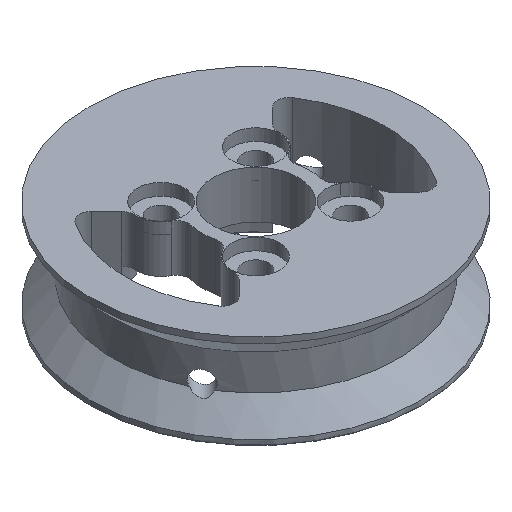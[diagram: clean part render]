
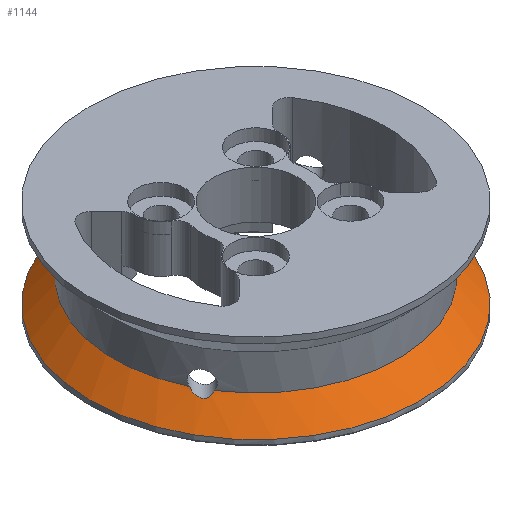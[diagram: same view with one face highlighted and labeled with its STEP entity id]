
A CAD part, isometric view. The second image highlights one B-rep face of the part: STEP entity #1144.
In plain terms, the highlighted conical face has half-angle 45 degrees and reference radius 24 mm.
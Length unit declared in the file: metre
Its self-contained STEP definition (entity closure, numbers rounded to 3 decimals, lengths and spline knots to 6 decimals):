
#15=CONICAL_SURFACE('',#1275,0.024,0.785);
#67=B_SPLINE_CURVE_WITH_KNOTS('',3,(#2024,#2025,#2026,#2027,#2028,#2029,
#2030,#2031,#2032,#2033,#2034,#2035,#2036,#2037,#2038,#2039),
 .UNSPECIFIED.,.F.,.F.,(4,2,2,2,2,2,2,4),(0.544918,0.569398,
0.677017,0.784636,0.88539,0.986145,
1.056296,1.126446),.UNSPECIFIED.);
#68=B_SPLINE_CURVE_WITH_KNOTS('',3,(#2044,#2045,#2046,#2047,#2048,#2049,
#2050,#2051,#2052,#2053,#2054,#2055,#2056,#2057,#2058,#2059,#2060),
 .UNSPECIFIED.,.F.,.F.,(4,2,2,2,3,2,2,4),(1.126446,1.196597,
1.266748,1.367503,1.468257,1.575876,1.683495,
1.707975),.UNSPECIFIED.);
#69=B_SPLINE_CURVE_WITH_KNOTS('',3,(#2066,#2067,#2068,#2069,#2070,#2071,
#2072,#2073,#2074,#2075,#2076,#2077,#2078,#2079,#2080,#2081),
 .UNSPECIFIED.,.F.,.F.,(4,2,2,2,2,2,2,4),(0.234637,0.300478,
0.395801,0.433765,0.471729,0.506831,
0.541933,0.628218),.UNSPECIFIED.);
#70=B_SPLINE_CURVE_WITH_KNOTS('',3,(#2085,#2086,#2087,#2088,#2089,#2090,
#2091,#2092,#2093,#2094,#2095,#2096,#2097,#2098,#2099,#2100),
 .UNSPECIFIED.,.F.,.F.,(4,2,2,2,2,2,2,4),(0.234637,0.300478,
0.395801,0.433765,0.471729,0.506831,
0.541933,0.628218),.UNSPECIFIED.);
#108=FACE_OUTER_BOUND('',#174,.T.);
#174=EDGE_LOOP('',(#870,#871,#872,#873,#874,#875,#876,#877,#878,#879,#880));
#268=LINE('',#2062,#338);
#338=VECTOR('',#1562,0.024);
#417=CIRCLE('',#1276,0.028);
#418=CIRCLE('',#1277,0.028);
#419=CIRCLE('',#1278,0.024);
#420=CIRCLE('',#1279,0.024);
#421=CIRCLE('',#1280,0.024);
#521=VERTEX_POINT('',#2022);
#522=VERTEX_POINT('',#2023);
#523=VERTEX_POINT('',#2040);
#524=VERTEX_POINT('',#2042);
#525=VERTEX_POINT('',#2061);
#526=VERTEX_POINT('',#2063);
#527=VERTEX_POINT('',#2065);
#528=VERTEX_POINT('',#2082);
#529=VERTEX_POINT('',#2084);
#665=EDGE_CURVE('',#521,#522,#67,.T.);
#666=EDGE_CURVE('',#523,#521,#417,.T.);
#667=EDGE_CURVE('',#524,#523,#418,.T.);
#668=EDGE_CURVE('',#522,#524,#68,.T.);
#669=EDGE_CURVE('',#522,#525,#268,.T.);
#670=EDGE_CURVE('',#526,#525,#419,.F.);
#671=EDGE_CURVE('',#527,#526,#69,.T.);
#672=EDGE_CURVE('',#528,#527,#420,.F.);
#673=EDGE_CURVE('',#529,#528,#70,.T.);
#674=EDGE_CURVE('',#525,#529,#421,.F.);
#870=ORIENTED_EDGE('',*,*,#665,.F.);
#871=ORIENTED_EDGE('',*,*,#666,.F.);
#872=ORIENTED_EDGE('',*,*,#667,.F.);
#873=ORIENTED_EDGE('',*,*,#668,.F.);
#874=ORIENTED_EDGE('',*,*,#669,.T.);
#875=ORIENTED_EDGE('',*,*,#670,.F.);
#876=ORIENTED_EDGE('',*,*,#671,.F.);
#877=ORIENTED_EDGE('',*,*,#672,.F.);
#878=ORIENTED_EDGE('',*,*,#673,.F.);
#879=ORIENTED_EDGE('',*,*,#674,.F.);
#880=ORIENTED_EDGE('',*,*,#669,.F.);
#1144=ADVANCED_FACE('',(#108),#15,.T.);
#1275=AXIS2_PLACEMENT_3D('',#2021,#1556,#1557);
#1276=AXIS2_PLACEMENT_3D('',#2041,#1558,#1559);
#1277=AXIS2_PLACEMENT_3D('',#2043,#1560,#1561);
#1278=AXIS2_PLACEMENT_3D('',#2064,#1563,#1564);
#1279=AXIS2_PLACEMENT_3D('',#2083,#1565,#1566);
#1280=AXIS2_PLACEMENT_3D('',#2101,#1567,#1568);
#1556=DIRECTION('center_axis',(0.,0.,-1.));
#1557=DIRECTION('ref_axis',(-1.,0.,0.));
#1558=DIRECTION('center_axis',(0.,0.,-1.));
#1559=DIRECTION('ref_axis',(-1.,0.,0.));
#1560=DIRECTION('center_axis',(0.,0.,-1.));
#1561=DIRECTION('ref_axis',(-1.,0.,0.));
#1562=DIRECTION('',(-0.707,0.,0.707));
#1563=DIRECTION('center_axis',(0.,0.,-1.));
#1564=DIRECTION('ref_axis',(-1.,0.,0.));
#1565=DIRECTION('center_axis',(0.,0.,-1.));
#1566=DIRECTION('ref_axis',(-1.,0.,0.));
#1567=DIRECTION('center_axis',(0.,0.,-1.));
#1568=DIRECTION('ref_axis',(-1.,0.,0.));
#2021=CARTESIAN_POINT('Origin',(0.,0.,-0.0105));
#2022=CARTESIAN_POINT('',(0.027969,0.001323,-0.0145));
#2023=CARTESIAN_POINT('',(0.0245,0.,-0.011));
#2024=CARTESIAN_POINT('Ctrl Pts',(0.027969,0.001323,
-0.0145));
#2025=CARTESIAN_POINT('Ctrl Pts',(0.027921,0.001375,
-0.014454));
#2026=CARTESIAN_POINT('Ctrl Pts',(0.027871,0.001423,
-0.014407));
#2027=CARTESIAN_POINT('Ctrl Pts',(0.027602,0.00166,
-0.014151));
#2028=CARTESIAN_POINT('Ctrl Pts',(0.027342,0.001806,
-0.013902));
#2029=CARTESIAN_POINT('Ctrl Pts',(0.026804,0.001983,
-0.013377));
#2030=CARTESIAN_POINT('Ctrl Pts',(0.026526,0.002013,
-0.013103));
#2031=CARTESIAN_POINT('Ctrl Pts',(0.026037,0.001976,
-0.012612));
#2032=CARTESIAN_POINT('Ctrl Pts',(0.025783,0.001912,
-0.012354));
#2033=CARTESIAN_POINT('Ctrl Pts',(0.025312,0.00167,
-0.011867));
#2034=CARTESIAN_POINT('Ctrl Pts',(0.025094,0.001493,
-0.011638));
#2035=CARTESIAN_POINT('Ctrl Pts',(0.024803,0.001114,
-0.011327));
#2036=CARTESIAN_POINT('Ctrl Pts',(0.024692,0.000918,
-0.011208));
#2037=CARTESIAN_POINT('Ctrl Pts',(0.02454,0.000478,
-0.011044));
#2038=CARTESIAN_POINT('Ctrl Pts',(0.0245,0.000234,-0.011));
#2039=CARTESIAN_POINT('Ctrl Pts',(0.0245,0.,-0.011));
#2040=CARTESIAN_POINT('',(-0.028,0.,-0.0145));
#2041=CARTESIAN_POINT('Origin',(0.,0.,-0.0145));
#2042=CARTESIAN_POINT('',(0.027969,-0.001323,-0.0145));
#2043=CARTESIAN_POINT('Origin',(0.,0.,-0.0145));
#2044=CARTESIAN_POINT('Ctrl Pts',(0.0245,0.,-0.011));
#2045=CARTESIAN_POINT('Ctrl Pts',(0.0245,-0.000234,-0.011));
#2046=CARTESIAN_POINT('Ctrl Pts',(0.02454,-0.000478,
-0.011044));
#2047=CARTESIAN_POINT('Ctrl Pts',(0.024692,-0.000918,
-0.011208));
#2048=CARTESIAN_POINT('Ctrl Pts',(0.024803,-0.001114,
-0.011327));
#2049=CARTESIAN_POINT('Ctrl Pts',(0.025094,-0.001493,
-0.011638));
#2050=CARTESIAN_POINT('Ctrl Pts',(0.025312,-0.00167,
-0.011867));
#2051=CARTESIAN_POINT('Ctrl Pts',(0.025783,-0.001912,
-0.012354));
#2052=CARTESIAN_POINT('Ctrl Pts',(0.026037,-0.001976,
-0.012612));
#2053=CARTESIAN_POINT('Ctrl Pts',(0.026273,-0.001994,
-0.012849));
#2054=CARTESIAN_POINT('Ctrl Pts',(0.026526,-0.002013,
-0.013103));
#2055=CARTESIAN_POINT('Ctrl Pts',(0.026804,-0.001983,
-0.013377));
#2056=CARTESIAN_POINT('Ctrl Pts',(0.027342,-0.001806,
-0.013902));
#2057=CARTESIAN_POINT('Ctrl Pts',(0.027602,-0.00166,
-0.014151));
#2058=CARTESIAN_POINT('Ctrl Pts',(0.027871,-0.001423,
-0.014407));
#2059=CARTESIAN_POINT('Ctrl Pts',(0.027921,-0.001375,
-0.014454));
#2060=CARTESIAN_POINT('Ctrl Pts',(0.027969,-0.001323,
-0.0145));
#2061=CARTESIAN_POINT('',(0.024,0.,-0.0105));
#2062=CARTESIAN_POINT('',(0.024,0.,-0.0105));
#2063=CARTESIAN_POINT('',(-0.020086,-0.013136,-0.0105));
#2064=CARTESIAN_POINT('Origin',(0.,0.,-0.0105));
#2065=CARTESIAN_POINT('',(-0.021614,-0.010432,-0.0105));
#2066=CARTESIAN_POINT('Ctrl Pts',(-0.021614,-0.010432,
-0.0105));
#2067=CARTESIAN_POINT('Ctrl Pts',(-0.021672,-0.010612,
-0.01063));
#2068=CARTESIAN_POINT('Ctrl Pts',(-0.021715,-0.010809,
-0.010755));
#2069=CARTESIAN_POINT('Ctrl Pts',(-0.021766,-0.01131,
-0.011028));
#2070=CARTESIAN_POINT('Ctrl Pts',(-0.02175,-0.011623,
-0.011159));
#2071=CARTESIAN_POINT('Ctrl Pts',(-0.02164,-0.012041,
-0.011264));
#2072=CARTESIAN_POINT('Ctrl Pts',(-0.021594,-0.01217,
-0.011287));
#2073=CARTESIAN_POINT('Ctrl Pts',(-0.021475,-0.012415,
-0.011305));
#2074=CARTESIAN_POINT('Ctrl Pts',(-0.021401,-0.012531,
-0.011299));
#2075=CARTESIAN_POINT('Ctrl Pts',(-0.021249,-0.012718,
-0.011264));
#2076=CARTESIAN_POINT('Ctrl Pts',(-0.02116,-0.012805,
-0.011233));
#2077=CARTESIAN_POINT('Ctrl Pts',(-0.020972,-0.012949,
-0.011147));
#2078=CARTESIAN_POINT('Ctrl Pts',(-0.020871,-0.013005,
-0.011091));
#2079=CARTESIAN_POINT('Ctrl Pts',(-0.020548,-0.013143,
-0.010891));
#2080=CARTESIAN_POINT('Ctrl Pts',(-0.020309,-0.013167,
-0.010704));
#2081=CARTESIAN_POINT('Ctrl Pts',(-0.020086,-0.013136,
-0.0105));
#2082=CARTESIAN_POINT('',(0.020086,0.013136,-0.0105));
#2083=CARTESIAN_POINT('Origin',(0.,0.,-0.0105));
#2084=CARTESIAN_POINT('',(0.021614,0.010432,-0.0105));
#2085=CARTESIAN_POINT('Ctrl Pts',(0.021614,0.010432,
-0.0105));
#2086=CARTESIAN_POINT('Ctrl Pts',(0.021672,0.010612,
-0.01063));
#2087=CARTESIAN_POINT('Ctrl Pts',(0.021715,0.010809,
-0.010755));
#2088=CARTESIAN_POINT('Ctrl Pts',(0.021766,0.01131,
-0.011028));
#2089=CARTESIAN_POINT('Ctrl Pts',(0.02175,0.011623,
-0.011159));
#2090=CARTESIAN_POINT('Ctrl Pts',(0.02164,0.012041,
-0.011264));
#2091=CARTESIAN_POINT('Ctrl Pts',(0.021594,0.01217,
-0.011287));
#2092=CARTESIAN_POINT('Ctrl Pts',(0.021475,0.012415,
-0.011305));
#2093=CARTESIAN_POINT('Ctrl Pts',(0.021401,0.012531,
-0.011299));
#2094=CARTESIAN_POINT('Ctrl Pts',(0.021249,0.012718,
-0.011264));
#2095=CARTESIAN_POINT('Ctrl Pts',(0.02116,0.012805,
-0.011233));
#2096=CARTESIAN_POINT('Ctrl Pts',(0.020972,0.012949,
-0.011147));
#2097=CARTESIAN_POINT('Ctrl Pts',(0.020871,0.013005,
-0.011091));
#2098=CARTESIAN_POINT('Ctrl Pts',(0.020548,0.013143,
-0.010891));
#2099=CARTESIAN_POINT('Ctrl Pts',(0.020309,0.013167,
-0.010704));
#2100=CARTESIAN_POINT('Ctrl Pts',(0.020086,0.013136,
-0.0105));
#2101=CARTESIAN_POINT('Origin',(0.,0.,-0.0105));
